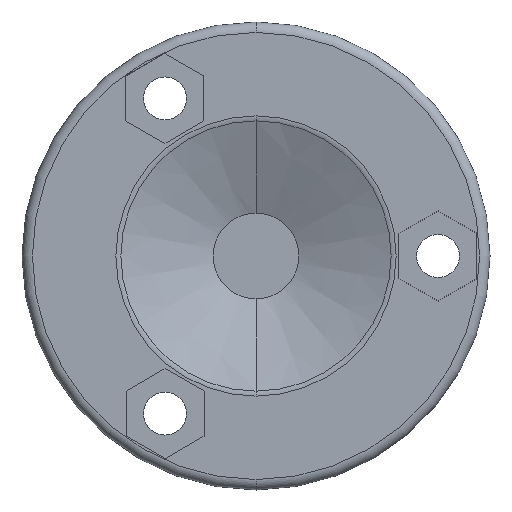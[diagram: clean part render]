
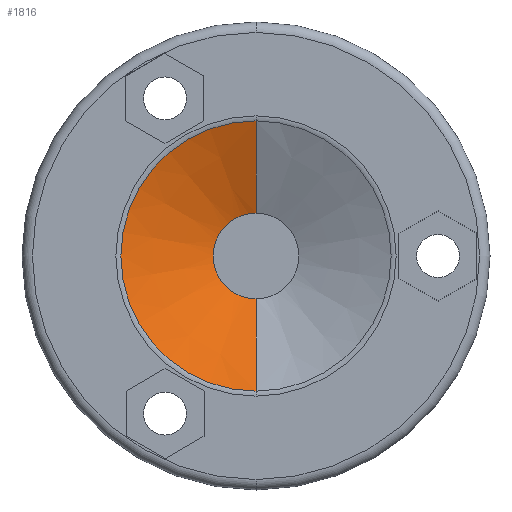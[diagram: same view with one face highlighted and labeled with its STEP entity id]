
A CAD part, front view. The second image highlights one B-rep face of the part: STEP entity #1816.
In plain terms, the highlighted conical face has half-angle 67.6 degrees and reference radius 3.3 mm.
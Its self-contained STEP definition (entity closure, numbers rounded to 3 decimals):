
#78 = ORIENTED_EDGE ( 'NONE', *, *, #1605, .F. ) ;
#113 = ORIENTED_EDGE ( 'NONE', *, *, #953, .T. ) ;
#116 = CARTESIAN_POINT ( 'NONE',  ( 0., 0., 3.3 ) ) ;
#200 = VECTOR ( 'NONE', #999, 1000. ) ;
#204 = DIRECTION ( 'NONE',  ( 0., 0., -1. ) ) ;
#314 = LINE ( 'NONE', #2113, #2088 ) ;
#350 = CARTESIAN_POINT ( 'NONE',  ( 0., 0., 3.3 ) ) ;
#449 = CARTESIAN_POINT ( 'NONE',  ( 0., -2.925, 10.395 ) ) ;
#656 = CARTESIAN_POINT ( 'NONE',  ( 0., -2.925, -10.395 ) ) ;
#776 = VERTEX_POINT ( 'NONE', #116 ) ;
#813 = AXIS2_PLACEMENT_3D ( 'NONE', #834, #1482, #204 ) ;
#834 = CARTESIAN_POINT ( 'NONE',  ( 0., 0., 0. ) ) ;
#868 = DIRECTION ( 'NONE',  ( 0., 0., 1. ) ) ;
#870 = DIRECTION ( 'NONE',  ( 0., 0., 1. ) ) ;
#892 = CARTESIAN_POINT ( 'NONE',  ( 0., 0., 0. ) ) ;
#934 = EDGE_CURVE ( 'NONE', #776, #1153, #1983, .T. ) ;
#953 = EDGE_CURVE ( 'NONE', #1495, #776, #1770, .T. ) ;
#995 = FACE_OUTER_BOUND ( 'NONE', #1444, .T. ) ;
#999 = DIRECTION ( 'NONE',  ( 0., -0.381, 0.925 ) ) ;
#1039 = ORIENTED_EDGE ( 'NONE', *, *, #934, .T. ) ;
#1045 = AXIS2_PLACEMENT_3D ( 'NONE', #1516, #1507, #868 ) ;
#1066 = ORIENTED_EDGE ( 'NONE', *, *, #1376, .T. ) ;
#1153 = VERTEX_POINT ( 'NONE', #449 ) ;
#1365 = DIRECTION ( 'NONE',  ( 0., 1., 0. ) ) ;
#1376 = EDGE_CURVE ( 'NONE', #1153, #1757, #1430, .T. ) ;
#1419 = CARTESIAN_POINT ( 'NONE',  ( 0., 0., -3.3 ) ) ;
#1430 = CIRCLE ( 'NONE', #1045, 10.395 ) ;
#1444 = EDGE_LOOP ( 'NONE', ( #113, #1039, #1066, #78 ) ) ;
#1469 = CONICAL_SURFACE ( 'NONE', #813, 3.3, 1.18 ) ;
#1482 = DIRECTION ( 'NONE',  ( 0., -1., 0. ) ) ;
#1495 = VERTEX_POINT ( 'NONE', #1419 ) ;
#1507 = DIRECTION ( 'NONE',  ( 0., -1., 0. ) ) ;
#1516 = CARTESIAN_POINT ( 'NONE',  ( 0., -2.925, 0. ) ) ;
#1605 = EDGE_CURVE ( 'NONE', #1495, #1757, #314, .T. ) ;
#1757 = VERTEX_POINT ( 'NONE', #656 ) ;
#1770 = CIRCLE ( 'NONE', #1808, 3.3 ) ;
#1795 = DIRECTION ( 'NONE',  ( 0., -0.381, -0.925 ) ) ;
#1808 = AXIS2_PLACEMENT_3D ( 'NONE', #892, #1365, #870 ) ;
#1816 = ADVANCED_FACE ( 'NONE', ( #995 ), #1469, .F. ) ;
#1983 = LINE ( 'NONE', #350, #200 ) ;
#2088 = VECTOR ( 'NONE', #1795, 1000. ) ;
#2113 = CARTESIAN_POINT ( 'NONE',  ( 0., 0., -3.3 ) ) ;
